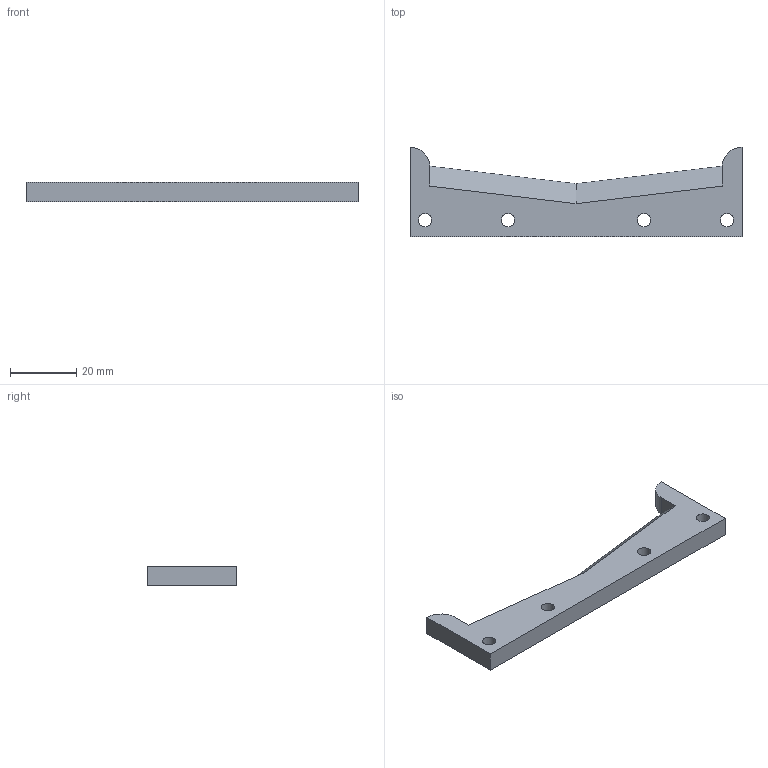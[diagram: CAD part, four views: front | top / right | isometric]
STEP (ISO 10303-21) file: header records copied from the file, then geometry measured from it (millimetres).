
FILE_DESCRIPTION(('FreeCAD Model'),'2;1');
FILE_NAME('X_Carriage_QuickGuide.stp','2012-12-30T00:32:37',('FreeCAD'),('FreeCAD'), 'Open CASCADE STEP processor 6.5','FreeCAD','Unknown');
FILE_SCHEMA(('AUTOMOTIVE_DESIGN_CC2 { 1 2 10303 214 -1 1 5 4 }'));
Length unit declared in the file: millimetre
Products named in the file (1): Open CASCADE STEP translator 6.5 5
Bounding box: 100 x 27 x 6 mm (x, y, z)
Volume: 9807.9 mm3; surface area: 5390.1 mm2
Topology: 1 solids, 1 shells, 15 faces, 41 edges, 28 vertices
Faces by surface type: plane 9, cylinder 6
Full cylindrical faces by diameter (mm): 4 x4
Entity records: 1086 total; most frequent: CARTESIAN_POINT 271, DIRECTION 147, LINE 83, VECTOR 83, ORIENTED_EDGE 82, PCURVE 82, DEFINITIONAL_REPRESENTATION 82, EDGE_CURVE 41
